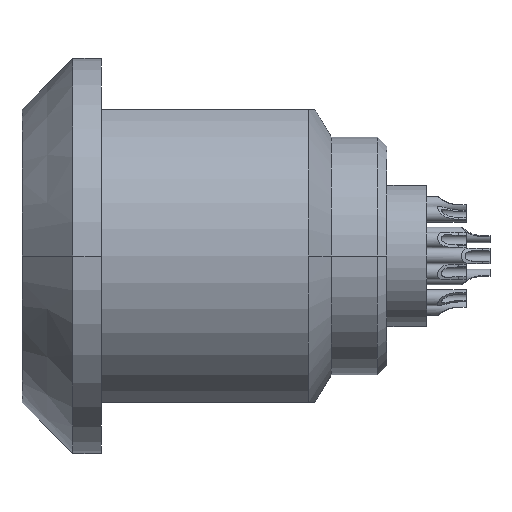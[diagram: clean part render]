
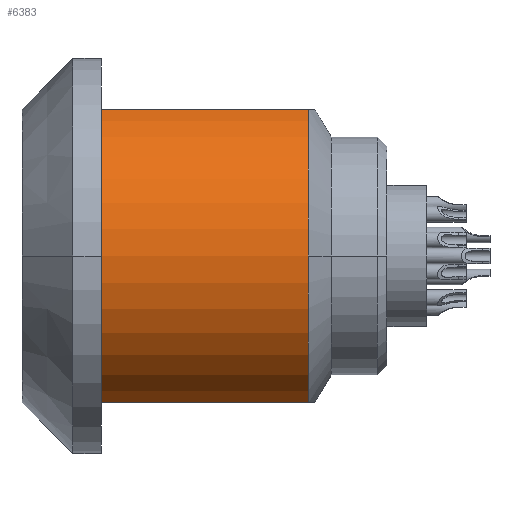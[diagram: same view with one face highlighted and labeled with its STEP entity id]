
A CAD part, front view. The second image highlights one B-rep face of the part: STEP entity #6383.
In plain terms, the highlighted cylindrical face has radius 10 mm (diameter 20 mm), a partial arc.
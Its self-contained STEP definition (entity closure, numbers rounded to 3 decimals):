
#454=CARTESIAN_POINT('',(1.057,-3.8,-9.25));
#1421=CARTESIAN_POINT('',(1.057,0.,0.));
#1422=DIRECTION('',(1.,0.,0.));
#1423=DIRECTION('',(0.,-0.38,0.925));
#1424=AXIS2_PLACEMENT_3D('',#1421,#1422,#1423);
#1426=CARTESIAN_POINT('',(1.057,0.,0.));
#1427=DIRECTION('',(-1.,0.,0.));
#1428=DIRECTION('',(0.,-0.38,-0.925));
#1429=AXIS2_PLACEMENT_3D('',#1426,#1427,#1428);
#1431=DIRECTION('',(1.,0.,0.));
#1432=VECTOR('',#1431,13.057);
#1433=CARTESIAN_POINT('',(-12.,-3.8,-9.25));
#1434=LINE('',#1433,#1432);
#1435=CARTESIAN_POINT('',(-12.,0.,0.));
#1436=DIRECTION('',(-1.,0.,0.));
#1437=DIRECTION('',(0.,-0.38,-0.925));
#1438=AXIS2_PLACEMENT_3D('',#1435,#1436,#1437);
#1440=DIRECTION('',(1.,0.,0.));
#1441=VECTOR('',#1440,13.057);
#1442=CARTESIAN_POINT('',(-12.,-3.8,9.25));
#1443=LINE('',#1442,#1441);
#1459=CARTESIAN_POINT('',(1.057,-3.8,9.25));
#4416=CARTESIAN_POINT('',(1.057,-10.,0.));
#4418=VERTEX_POINT('',#4416);
#4431=CARTESIAN_POINT('',(-12.,-3.8,-9.25));
#4433=VERTEX_POINT('',#4431);
#4435=CARTESIAN_POINT('',(-12.,-3.8,9.25));
#4437=VERTEX_POINT('',#4435);
#4440=VERTEX_POINT('',#1459);
#4441=VERTEX_POINT('',#454);
#6369=CARTESIAN_POINT('',(-18.15,0.,0.));
#6370=DIRECTION('',(1.,0.,0.));
#6371=DIRECTION('',(0.,-1.,0.));
#6372=AXIS2_PLACEMENT_3D('',#6369,#6370,#6371);
#6373=CYLINDRICAL_SURFACE('',#6372,10.);
#6375=ORIENTED_EDGE('',*,*,#6374,.T.);
#6376=ORIENTED_EDGE('',*,*,#4991,.F.);
#6377=ORIENTED_EDGE('',*,*,#5010,.F.);
#6378=ORIENTED_EDGE('',*,*,#5033,.T.);
#6380=ORIENTED_EDGE('',*,*,#6379,.T.);
#6381=EDGE_LOOP('',(#6375,#6376,#6377,#6378,#6380));
#6382=FACE_OUTER_BOUND('',#6381,.F.);
#6383=ADVANCED_FACE('',(#6382),#6373,.T.);
#1425=CIRCLE('',#1424,10.);
#1430=CIRCLE('',#1429,10.);
#1439=CIRCLE('',#1438,10.);
#4991=EDGE_CURVE('',#4441,#4418,#1430,.T.);
#5010=EDGE_CURVE('',#4433,#4441,#1434,.T.);
#5033=EDGE_CURVE('',#4433,#4437,#1439,.T.);
#6374=EDGE_CURVE('',#4440,#4418,#1425,.T.);
#6379=EDGE_CURVE('',#4437,#4440,#1443,.T.);
